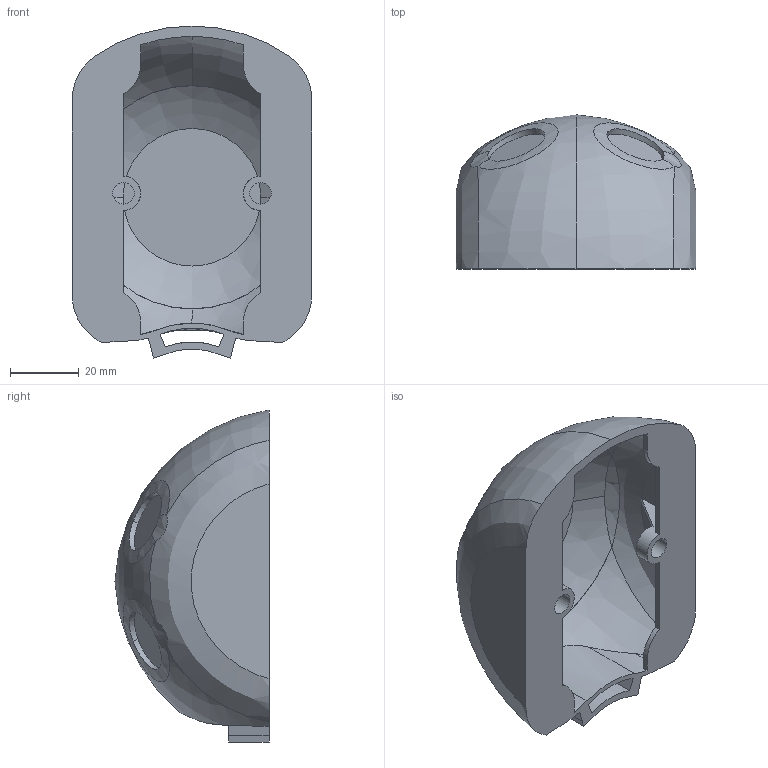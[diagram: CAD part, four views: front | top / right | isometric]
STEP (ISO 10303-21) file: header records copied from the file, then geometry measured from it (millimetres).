
FILE_DESCRIPTION (( 'STEP AP214' ), '1' );
FILE_NAME ('Ladybug shell (3D).STEP', '2021-06-04T10:52:39', ( '' ), ( '' ), 'SwSTEP 2.0', 'SolidWorks 2016', '' );
FILE_SCHEMA (( 'AUTOMOTIVE_DESIGN' ));
Length unit declared in the file: millimetre
Products named in the file (2): Ladybug shell (3D)
Bounding box: 70 x 45 x 96.92 mm (x, y, z)
Volume: 38950.4 mm3; surface area: 31140.2 mm2
Topology: 1 solids, 1 shells, 99 faces, 285 edges, 186 vertices
Faces by surface type: plane 39, bspline 32, cylinder 19, torus 9
Entity records: 9173 total; most frequent: CARTESIAN_POINT 6690, ORIENTED_EDGE 566, DIRECTION 373, EDGE_CURVE 283, VERTEX_POINT 186, AXIS2_PLACEMENT_3D 132, B_SPLINE_CURVE_WITH_KNOTS 111, LINE 109
